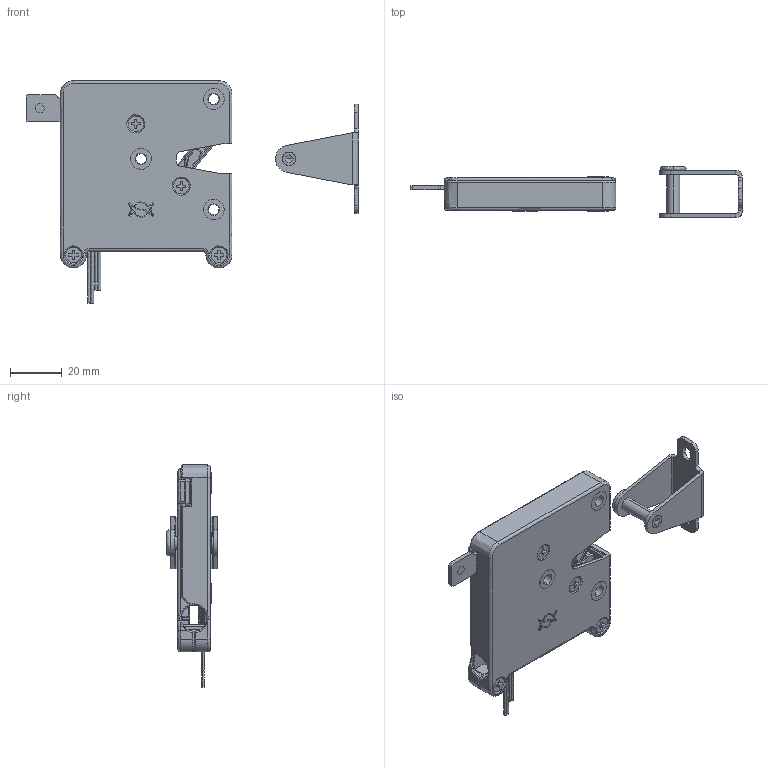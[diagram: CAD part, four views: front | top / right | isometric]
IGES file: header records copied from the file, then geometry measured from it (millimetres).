
Start section: ------------------------------------------------------------------------
Global section: file name: PC50.16768.LD_0043_27902.igs; native system: spGate; preprocessor: ver17.5.1; author: Unknown; organization: Unknown; date: 210308.135633; units: millimetre
Bounding box: 127.75 x 19.6 x 85.5 mm (x, y, z)
Volume: 23802.2 mm3; surface area: 29971.4 mm2
Topology: 4 solids, 4 shells, 2170 faces, 5848 edges, 3657 vertices
Faces by surface type: bspline 2170
